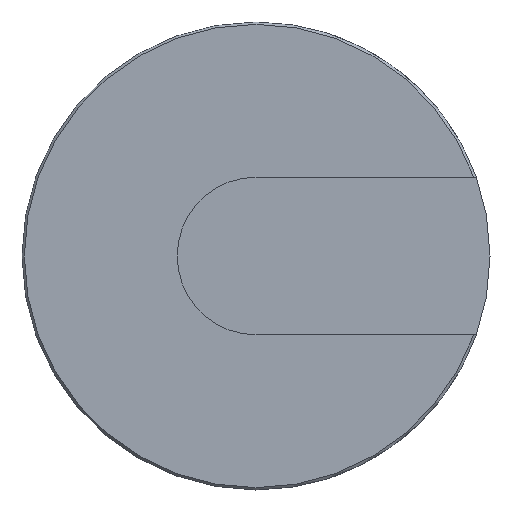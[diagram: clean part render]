
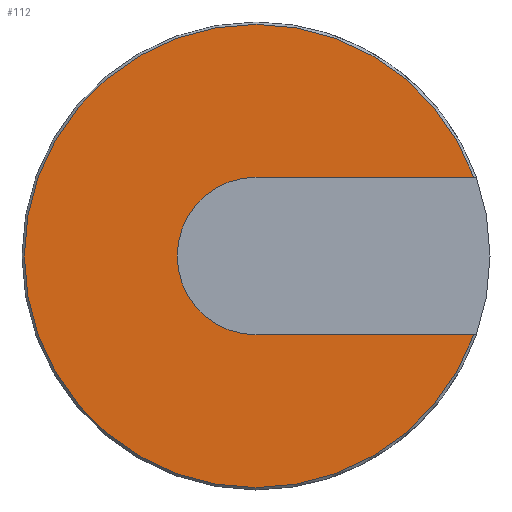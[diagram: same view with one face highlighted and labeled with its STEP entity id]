
A CAD part, left-side view. The second image highlights one B-rep face of the part: STEP entity #112.
In plain terms, the highlighted planar face has unit normal (-1, 0, 0).
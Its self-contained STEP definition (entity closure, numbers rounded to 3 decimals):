
#6 = VERTEX_POINT ( 'NONE', #96 ) ;
#18 = ORIENTED_EDGE ( 'NONE', *, *, #37, .T. ) ;
#29 = CARTESIAN_POINT ( 'NONE',  ( 0., 0., 0. ) ) ;
#30 = ORIENTED_EDGE ( 'NONE', *, *, #152, .F. ) ;
#32 = DIRECTION ( 'NONE',  ( 1., 0., 0. ) ) ;
#36 = CARTESIAN_POINT ( 'NONE',  ( 0., 0., 3.368 ) ) ;
#37 = EDGE_CURVE ( 'NONE', #156, #209, #140, .T. ) ;
#41 = VERTEX_POINT ( 'NONE', #314 ) ;
#51 = VERTEX_POINT ( 'NONE', #250 ) ;
#55 = DIRECTION ( 'NONE',  ( 0., -1., 0. ) ) ;
#58 = DIRECTION ( 'NONE',  ( -1., 0., 0. ) ) ;
#63 = FACE_OUTER_BOUND ( 'NONE', #67, .T. ) ;
#64 = EDGE_CURVE ( 'NONE', #209, #51, #381, .T. ) ;
#67 = EDGE_LOOP ( 'NONE', ( #308, #30, #18, #151, #400, #397 ) ) ;
#72 = CARTESIAN_POINT ( 'NONE',  ( 0., 0., 9.9 ) ) ;
#93 = DIRECTION ( 'NONE',  ( -1., 0., 0. ) ) ;
#96 = CARTESIAN_POINT ( 'NONE',  ( 0., 0., -3.368 ) ) ;
#101 = DIRECTION ( 'NONE',  ( 0., 0., 1. ) ) ;
#110 = VECTOR ( 'NONE', #171, 1000. ) ;
#112 = ADVANCED_FACE ( 'NONE', ( #63 ), #197, .F. ) ;
#116 = AXIS2_PLACEMENT_3D ( 'NONE', #345, #58, #192 ) ;
#138 = CIRCLE ( 'NONE', #176, 9.9 ) ;
#140 = CIRCLE ( 'NONE', #116, 9.9 ) ;
#151 = ORIENTED_EDGE ( 'NONE', *, *, #64, .T. ) ;
#152 = EDGE_CURVE ( 'NONE', #156, #41, #320, .T. ) ;
#156 = VERTEX_POINT ( 'NONE', #292 ) ;
#163 = EDGE_CURVE ( 'NONE', #41, #6, #238, .T. ) ;
#166 = DIRECTION ( 'NONE',  ( -1., 0., 0. ) ) ;
#170 = DIRECTION ( 'NONE',  ( 0., 0., -1. ) ) ;
#171 = DIRECTION ( 'NONE',  ( 0., 1., 0. ) ) ;
#174 = CARTESIAN_POINT ( 'NONE',  ( 0., -9.31, -3.368 ) ) ;
#176 = AXIS2_PLACEMENT_3D ( 'NONE', #29, #166, #283 ) ;
#186 = VERTEX_POINT ( 'NONE', #174 ) ;
#192 = DIRECTION ( 'NONE',  ( 0., 0., -1. ) ) ;
#197 = PLANE ( 'NONE',  #349 ) ;
#209 = VERTEX_POINT ( 'NONE', #72 ) ;
#217 = LINE ( 'NONE', #341, #326 ) ;
#221 = DIRECTION ( 'NONE',  ( 0., 0., -1. ) ) ;
#238 = CIRCLE ( 'NONE', #362, 3.368 ) ;
#250 = CARTESIAN_POINT ( 'NONE',  ( 0., 0., -9.9 ) ) ;
#259 = CARTESIAN_POINT ( 'NONE',  ( 0., 0., 0. ) ) ;
#283 = DIRECTION ( 'NONE',  ( 0., 0., -1. ) ) ;
#292 = CARTESIAN_POINT ( 'NONE',  ( 0., -9.31, 3.368 ) ) ;
#308 = ORIENTED_EDGE ( 'NONE', *, *, #163, .F. ) ;
#314 = CARTESIAN_POINT ( 'NONE',  ( 0., 0., 3.368 ) ) ;
#319 = CARTESIAN_POINT ( 'NONE',  ( 0., 0., 0. ) ) ;
#320 = LINE ( 'NONE', #36, #110 ) ;
#321 = AXIS2_PLACEMENT_3D ( 'NONE', #378, #93, #221 ) ;
#326 = VECTOR ( 'NONE', #55, 1000. ) ;
#341 = CARTESIAN_POINT ( 'NONE',  ( 0., 0., -3.368 ) ) ;
#345 = CARTESIAN_POINT ( 'NONE',  ( 0., 0., 0. ) ) ;
#349 = AXIS2_PLACEMENT_3D ( 'NONE', #319, #32, #170 ) ;
#361 = EDGE_CURVE ( 'NONE', #6, #186, #217, .T. ) ;
#362 = AXIS2_PLACEMENT_3D ( 'NONE', #259, #386, #101 ) ;
#378 = CARTESIAN_POINT ( 'NONE',  ( 0., 0., 0. ) ) ;
#381 = CIRCLE ( 'NONE', #321, 9.9 ) ;
#386 = DIRECTION ( 'NONE',  ( -1., 0., 0. ) ) ;
#397 = ORIENTED_EDGE ( 'NONE', *, *, #361, .F. ) ;
#398 = EDGE_CURVE ( 'NONE', #51, #186, #138, .T. ) ;
#400 = ORIENTED_EDGE ( 'NONE', *, *, #398, .T. ) ;
